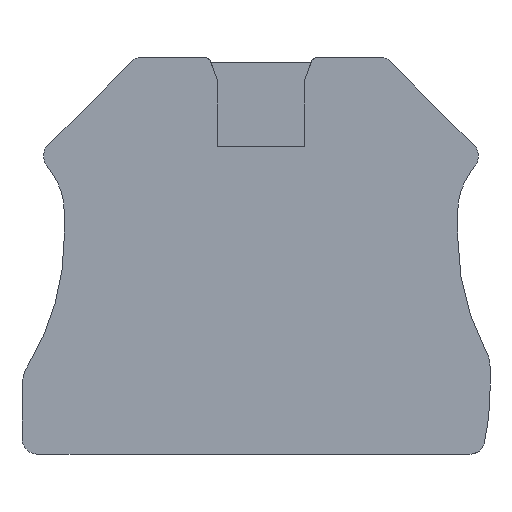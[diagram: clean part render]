
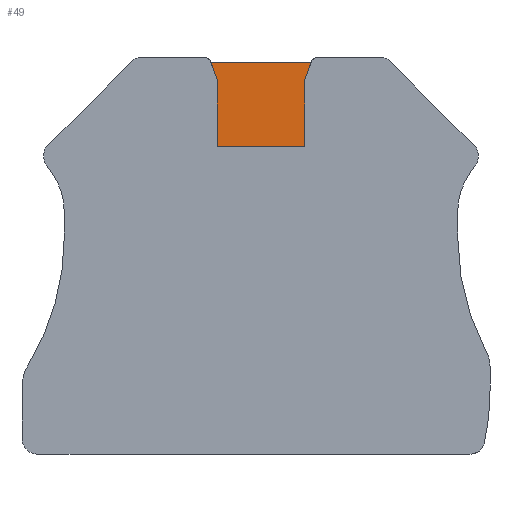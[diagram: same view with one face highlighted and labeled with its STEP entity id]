
A CAD part, left-side view. The second image highlights one B-rep face of the part: STEP entity #49.
In plain terms, the highlighted planar face has unit normal (-1, 0, 0).
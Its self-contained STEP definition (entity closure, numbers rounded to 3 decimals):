
#49=ADVANCED_FACE('',(#98),#99,.T.);
#98=FACE_OUTER_BOUND('',#188,.T.);
#99=PLANE('',#189);
#188=EDGE_LOOP('',(#299,#300,#301,#302,#303,#304));
#189=AXIS2_PLACEMENT_3D('',#305,#306,#307);
#299=ORIENTED_EDGE('',*,*,#680,.T.);
#300=ORIENTED_EDGE('',*,*,#681,.F.);
#301=ORIENTED_EDGE('',*,*,#682,.F.);
#302=ORIENTED_EDGE('',*,*,#683,.T.);
#303=ORIENTED_EDGE('',*,*,#671,.T.);
#304=ORIENTED_EDGE('',*,*,#679,.F.);
#305=CARTESIAN_POINT('',(0.3,28.896,-22.771));
#306=DIRECTION('',(-1.0,0.,0.));
#307=DIRECTION('',(0.,-1.0,0.));
#671=EDGE_CURVE('',#806,#807,#808,.T.);
#679=EDGE_CURVE('',#819,#807,#821,.T.);
#680=EDGE_CURVE('',#819,#822,#823,.T.);
#681=EDGE_CURVE('',#824,#822,#825,.T.);
#682=EDGE_CURVE('',#826,#824,#827,.T.);
#683=EDGE_CURVE('',#826,#806,#828,.T.);
#806=VERTEX_POINT('',#1027);
#807=VERTEX_POINT('',#1028);
#808=LINE('',#1029,#1030);
#819=VERTEX_POINT('',#1047);
#821=LINE('',#1050,#1051);
#822=VERTEX_POINT('',#1052);
#823=LINE('',#1053,#1054);
#824=VERTEX_POINT('',#1055);
#825=LINE('',#1056,#1057);
#826=VERTEX_POINT('',#1058);
#827=LINE('',#1059,#1060);
#828=LINE('',#1061,#1062);
#1027=CARTESIAN_POINT('',(0.3,24.53,-20.648));
#1028=CARTESIAN_POINT('',(0.3,23.912,-18.95));
#1029=CARTESIAN_POINT('',(0.3,24.53,-20.648));
#1030=VECTOR('',#1339,1.807);
#1047=CARTESIAN_POINT('',(0.3,33.948,-18.95));
#1050=CARTESIAN_POINT('',(0.3,33.948,-18.95));
#1051=VECTOR('',#1347,10.036);
#1052=CARTESIAN_POINT('',(0.3,33.33,-20.648));
#1053=CARTESIAN_POINT('',(0.3,33.948,-18.95));
#1054=VECTOR('',#1348,1.807);
#1055=CARTESIAN_POINT('',(0.3,33.33,-27.35));
#1056=CARTESIAN_POINT('',(0.3,33.33,-27.35));
#1057=VECTOR('',#1349,6.702);
#1058=CARTESIAN_POINT('',(0.3,24.53,-27.35));
#1059=CARTESIAN_POINT('',(0.3,24.53,-27.35));
#1060=VECTOR('',#1350,8.8);
#1061=CARTESIAN_POINT('',(0.3,24.53,-27.35));
#1062=VECTOR('',#1351,6.702);
#1339=DIRECTION('',(0.,-0.342,0.94));
#1347=DIRECTION('',(0.,-1.0,0.));
#1348=DIRECTION('',(0.,-0.342,-0.94));
#1349=DIRECTION('',(0.,0.,1.0));
#1350=DIRECTION('',(0.,1.0,0.));
#1351=DIRECTION('',(0.,0.,1.0));
